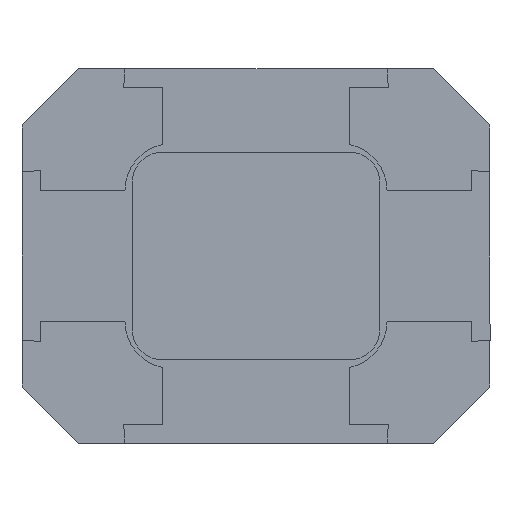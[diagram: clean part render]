
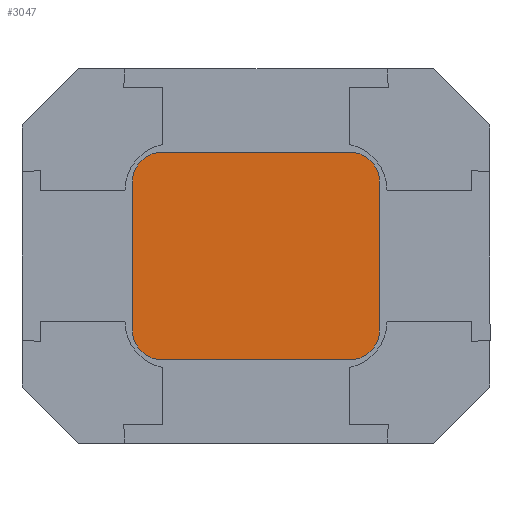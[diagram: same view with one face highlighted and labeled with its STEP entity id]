
A CAD part, front view. The second image highlights one B-rep face of the part: STEP entity #3047.
In plain terms, the highlighted planar face has unit normal (0, -1, 0).
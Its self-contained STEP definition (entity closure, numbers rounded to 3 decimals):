
#61 = CARTESIAN_POINT ( 'NONE',  ( 0.5, 0.04, -0.555 ) ) ;
#71 = CARTESIAN_POINT ( 'NONE',  ( 0.5, 0.04, 0.555 ) ) ;
#148 = VECTOR ( 'NONE', #1993, 1000. ) ;
#159 = VERTEX_POINT ( 'NONE', #763 ) ;
#374 = FACE_OUTER_BOUND ( 'NONE', #1398, .T. ) ;
#408 = CARTESIAN_POINT ( 'NONE',  ( -0.5, 0.04, -0.555 ) ) ;
#426 = DIRECTION ( 'NONE',  ( 0., 0., -1. ) ) ;
#524 = CARTESIAN_POINT ( 'NONE',  ( -0.66, 0.04, 0.395 ) ) ;
#545 = DIRECTION ( 'NONE',  ( 0., 0., 1. ) ) ;
#573 = LINE ( 'NONE', #4052, #1004 ) ;
#619 = CIRCLE ( 'NONE', #1280, 0.16 ) ;
#671 = DIRECTION ( 'NONE',  ( 0., -1., 0. ) ) ;
#763 = CARTESIAN_POINT ( 'NONE',  ( -0.66, 0.04, 0.395 ) ) ;
#769 = EDGE_CURVE ( 'NONE', #1856, #2518, #619, .T. ) ;
#816 = LINE ( 'NONE', #524, #1531 ) ;
#1004 = VECTOR ( 'NONE', #545, 1000. ) ;
#1065 = VERTEX_POINT ( 'NONE', #2292 ) ;
#1173 = ORIENTED_EDGE ( 'NONE', *, *, #5053, .T. ) ;
#1185 = CARTESIAN_POINT ( 'NONE',  ( -0.5, 0.04, 0.555 ) ) ;
#1268 = EDGE_CURVE ( 'NONE', #159, #3977, #816, .T. ) ;
#1280 = AXIS2_PLACEMENT_3D ( 'NONE', #2574, #4023, #2495 ) ;
#1311 = AXIS2_PLACEMENT_3D ( 'NONE', #1535, #1921, #426 ) ;
#1398 = EDGE_LOOP ( 'NONE', ( #1173, #4969, #4442, #2737, #3937, #1407, #1902, #4693 ) ) ;
#1407 = ORIENTED_EDGE ( 'NONE', *, *, #3392, .T. ) ;
#1531 = VECTOR ( 'NONE', #3641, 1000. ) ;
#1535 = CARTESIAN_POINT ( 'NONE',  ( -0.5, 0.04, -0.395 ) ) ;
#1732 = CIRCLE ( 'NONE', #3705, 0.16 ) ;
#1856 = VERTEX_POINT ( 'NONE', #3648 ) ;
#1896 = PLANE ( 'NONE',  #1311 ) ;
#1902 = ORIENTED_EDGE ( 'NONE', *, *, #3597, .T. ) ;
#1921 = DIRECTION ( 'NONE',  ( 0., -1., 0. ) ) ;
#1993 = DIRECTION ( 'NONE',  ( -1., 0., 0. ) ) ;
#2125 = VERTEX_POINT ( 'NONE', #61 ) ;
#2173 = CARTESIAN_POINT ( 'NONE',  ( -0.66, 0.04, -0.395 ) ) ;
#2255 = EDGE_CURVE ( 'NONE', #4625, #2125, #4532, .T. ) ;
#2292 = CARTESIAN_POINT ( 'NONE',  ( 0.66, 0.04, -0.395 ) ) ;
#2331 = DIRECTION ( 'NONE',  ( 0., 0., -1. ) ) ;
#2486 = CARTESIAN_POINT ( 'NONE',  ( -0.5, 0.04, -0.555 ) ) ;
#2495 = DIRECTION ( 'NONE',  ( 0., 0., -1. ) ) ;
#2518 = VERTEX_POINT ( 'NONE', #4070 ) ;
#2574 = CARTESIAN_POINT ( 'NONE',  ( 0.5, 0.04, 0.395 ) ) ;
#2622 = CIRCLE ( 'NONE', #3383, 0.16 ) ;
#2737 = ORIENTED_EDGE ( 'NONE', *, *, #3961, .T. ) ;
#2896 = DIRECTION ( 'NONE',  ( 0., -1., 0. ) ) ;
#2902 = DIRECTION ( 'NONE',  ( 1., 0., 0. ) ) ;
#2948 = CARTESIAN_POINT ( 'NONE',  ( 0.5, 0.04, -0.395 ) ) ;
#3047 = ADVANCED_FACE ( 'NONE', ( #374 ), #1896, .T. ) ;
#3376 = VERTEX_POINT ( 'NONE', #1185 ) ;
#3383 = AXIS2_PLACEMENT_3D ( 'NONE', #3467, #671, #5004 ) ;
#3392 = EDGE_CURVE ( 'NONE', #2518, #3376, #3605, .T. ) ;
#3467 = CARTESIAN_POINT ( 'NONE',  ( -0.5, 0.04, 0.395 ) ) ;
#3597 = EDGE_CURVE ( 'NONE', #3376, #159, #2622, .T. ) ;
#3605 = LINE ( 'NONE', #71, #148 ) ;
#3641 = DIRECTION ( 'NONE',  ( 0., 0., -1. ) ) ;
#3648 = CARTESIAN_POINT ( 'NONE',  ( 0.66, 0.04, 0.395 ) ) ;
#3705 = AXIS2_PLACEMENT_3D ( 'NONE', #2948, #2896, #4505 ) ;
#3937 = ORIENTED_EDGE ( 'NONE', *, *, #769, .T. ) ;
#3961 = EDGE_CURVE ( 'NONE', #1065, #1856, #573, .T. ) ;
#3977 = VERTEX_POINT ( 'NONE', #2173 ) ;
#4023 = DIRECTION ( 'NONE',  ( 0., -1., 0. ) ) ;
#4052 = CARTESIAN_POINT ( 'NONE',  ( 0.66, 0.04, -0.395 ) ) ;
#4065 = VECTOR ( 'NONE', #2902, 1000. ) ;
#4070 = CARTESIAN_POINT ( 'NONE',  ( 0.5, 0.04, 0.555 ) ) ;
#4189 = CARTESIAN_POINT ( 'NONE',  ( -0.5, 0.04, -0.395 ) ) ;
#4442 = ORIENTED_EDGE ( 'NONE', *, *, #4707, .T. ) ;
#4447 = CIRCLE ( 'NONE', #4868, 0.16 ) ;
#4505 = DIRECTION ( 'NONE',  ( 0., 0., -1. ) ) ;
#4532 = LINE ( 'NONE', #2486, #4065 ) ;
#4625 = VERTEX_POINT ( 'NONE', #408 ) ;
#4637 = DIRECTION ( 'NONE',  ( 0., -1., 0. ) ) ;
#4693 = ORIENTED_EDGE ( 'NONE', *, *, #1268, .T. ) ;
#4707 = EDGE_CURVE ( 'NONE', #2125, #1065, #1732, .T. ) ;
#4868 = AXIS2_PLACEMENT_3D ( 'NONE', #4189, #4637, #2331 ) ;
#4969 = ORIENTED_EDGE ( 'NONE', *, *, #2255, .T. ) ;
#5004 = DIRECTION ( 'NONE',  ( 0., 0., -1. ) ) ;
#5053 = EDGE_CURVE ( 'NONE', #3977, #4625, #4447, .T. ) ;
